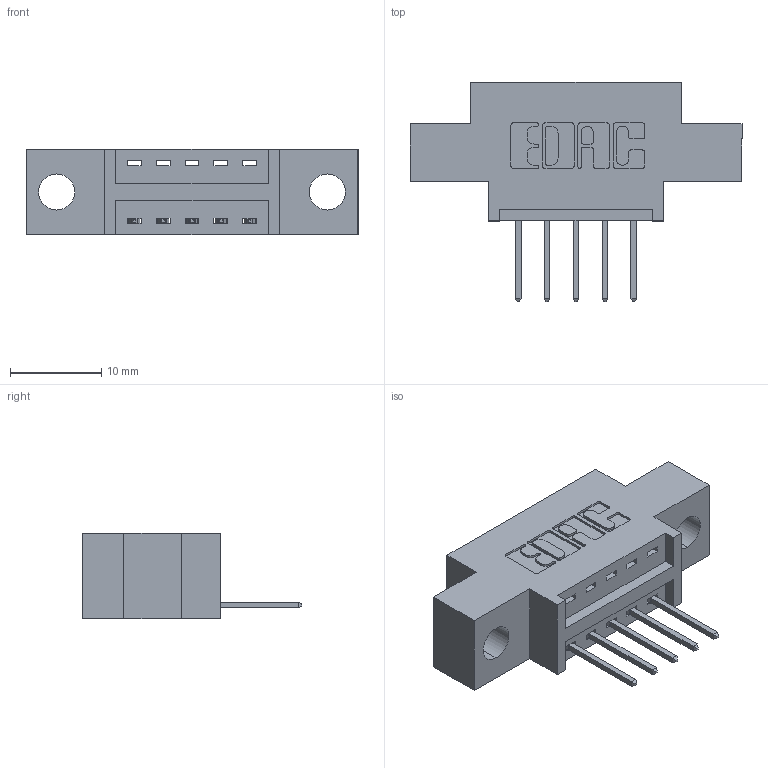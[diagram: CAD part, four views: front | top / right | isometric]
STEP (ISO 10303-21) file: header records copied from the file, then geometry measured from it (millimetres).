
FILE_DESCRIPTION (( 'STEP AP203' ), '1' );
FILE_NAME ('346-005-526-604.STEP', '2018-08-17T02:19:44', ( '' ), ( '' ), 'SwSTEP 2.0', 'SolidWorks 2016', '' );
FILE_SCHEMA (( 'CONFIG_CONTROL_DESIGN' ));
Length unit declared in the file: inch
Products named in the file (3): 345-292-001_345-293-126; 346-005-526-604; 346 Part_0.170 Offset - 0.156 Dia-TH
Assembly tree (6 placements, depth 2):
  346-005-526-604
    346 Part_0.170 Offset - 0.156 Dia-TH
    345-292-001_345-293-126  x5
Bounding box: 36.45 x 24.13 x 9.4 mm (x, y, z)
Volume: 2987.6 mm3; surface area: 3295.3 mm2
Topology: 6 solids, 6 shells, 416 faces, 1221 edges, 806 vertices
Faces by surface type: plane 280, cylinder 136
Entity records: 8237 total; most frequent: CARTESIAN_POINT 1431, ORIENTED_EDGE 1370, DIRECTION 1307, EDGE_CURVE 685, LINE 533, VECTOR 533, VERTEX_POINT 454, AXIS2_PLACEMENT_3D 387
